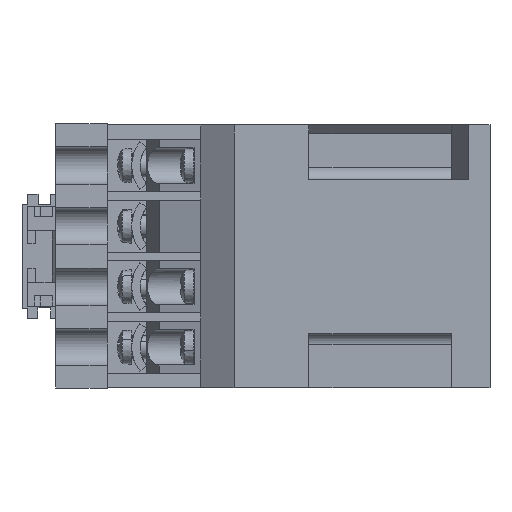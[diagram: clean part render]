
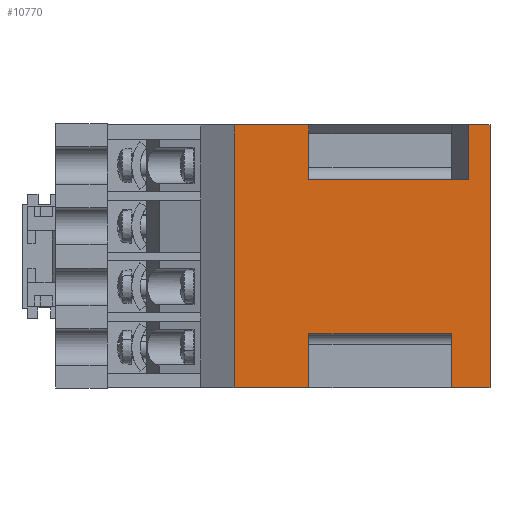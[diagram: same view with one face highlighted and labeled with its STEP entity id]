
A CAD part, left-side view. The second image highlights one B-rep face of the part: STEP entity #10770.
In plain terms, the highlighted planar face has unit normal (-1, 0, 0).
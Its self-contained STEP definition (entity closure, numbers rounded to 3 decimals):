
#1846 = CARTESIAN_POINT ( 'NONE',  ( 0., 0., -46. ) ) ;
#1847 = DIRECTION ( 'NONE',  ( 0., 0., 1. ) ) ;
#1848 = VECTOR ( 'NONE', #1847, 1000. ) ;
#1849 = CARTESIAN_POINT ( 'NONE',  ( 0., 0., -46. ) ) ;
#1850 = LINE ( 'NONE', #1849, #1848 ) ;
#1851 = CARTESIAN_POINT ( 'NONE',  ( 0., 0., 0. ) ) ;
#1893 = CARTESIAN_POINT ( 'NONE',  ( 0., 6.7, -46. ) ) ;
#1894 = CARTESIAN_POINT ( 'NONE',  ( 0., 6.7, -36.5 ) ) ;
#1895 = DIRECTION ( 'NONE',  ( 0., 0., -1. ) ) ;
#1896 = VECTOR ( 'NONE', #1895, 1000. ) ;
#1897 = CARTESIAN_POINT ( 'NONE',  ( 0., 6.7, -46. ) ) ;
#1898 = LINE ( 'NONE', #1897, #1896 ) ;
#1911 = CARTESIAN_POINT ( 'NONE',  ( 0., 44.8, 0. ) ) ;
#1912 = DIRECTION ( 'NONE',  ( 0., -1., 0. ) ) ;
#1913 = VECTOR ( 'NONE', #1912, 1000. ) ;
#1914 = CARTESIAN_POINT ( 'NONE',  ( 0., 44.8, 0. ) ) ;
#1915 = LINE ( 'NONE', #1914, #1913 ) ;
#1916 = CARTESIAN_POINT ( 'NONE',  ( 0., 31.7, 0. ) ) ;
#1917 = DIRECTION ( 'NONE',  ( 0., 0., -1. ) ) ;
#1918 = VECTOR ( 'NONE', #1917, 1000. ) ;
#1919 = CARTESIAN_POINT ( 'NONE',  ( 0., 31.7, 0. ) ) ;
#1920 = LINE ( 'NONE', #1919, #1918 ) ;
#1921 = CARTESIAN_POINT ( 'NONE',  ( 0., 31.7, -9.5 ) ) ;
#1941 = DIRECTION ( 'NONE',  ( 0., 0., 1. ) ) ;
#1942 = DIRECTION ( 'NONE',  ( -1., 0., 0. ) ) ;
#1943 = CARTESIAN_POINT ( 'NONE',  ( 0., 44.8, -46. ) ) ;
#1944 = AXIS2_PLACEMENT_3D ( 'NONE', #1943, #1942, #1941 ) ;
#1945 = PLANE ( 'NONE',  #1944 ) ;
#1946 = FACE_OUTER_BOUND ( 'NONE', #10771, .T. ) ;
#2032 = CARTESIAN_POINT ( 'NONE',  ( 0., 3.7, 0. ) ) ;
#2033 = DIRECTION ( 'NONE',  ( 0., -1., 0. ) ) ;
#2034 = VECTOR ( 'NONE', #2033, 1000. ) ;
#2035 = CARTESIAN_POINT ( 'NONE',  ( 0., 44.8, 0. ) ) ;
#2036 = LINE ( 'NONE', #2035, #2034 ) ;
#2037 = DIRECTION ( 'NONE',  ( 0., -1., 0. ) ) ;
#2038 = VECTOR ( 'NONE', #2037, 1000. ) ;
#2039 = CARTESIAN_POINT ( 'NONE',  ( 0., 44.8, -46. ) ) ;
#2040 = LINE ( 'NONE', #2039, #2038 ) ;
#2041 = DIRECTION ( 'NONE',  ( 0., -1., 0. ) ) ;
#2042 = VECTOR ( 'NONE', #2041, 1000. ) ;
#2043 = CARTESIAN_POINT ( 'NONE',  ( 0., 31.7, -36.5 ) ) ;
#2044 = LINE ( 'NONE', #2043, #2042 ) ;
#2045 = CARTESIAN_POINT ( 'NONE',  ( 0., 31.7, -36.5 ) ) ;
#2046 = DIRECTION ( 'NONE',  ( 0., 0., -1. ) ) ;
#2047 = VECTOR ( 'NONE', #2046, 1000. ) ;
#2048 = CARTESIAN_POINT ( 'NONE',  ( 0., 31.7, -46. ) ) ;
#2049 = LINE ( 'NONE', #2048, #2047 ) ;
#2050 = CARTESIAN_POINT ( 'NONE',  ( 0., 31.7, -46. ) ) ;
#2051 = DIRECTION ( 'NONE',  ( 0., -1., 0. ) ) ;
#2052 = VECTOR ( 'NONE', #2051, 1000. ) ;
#2053 = CARTESIAN_POINT ( 'NONE',  ( 0., 44.8, -46. ) ) ;
#2054 = LINE ( 'NONE', #2053, #2052 ) ;
#2055 = CARTESIAN_POINT ( 'NONE',  ( 0., 44.8, -46. ) ) ;
#2056 = DIRECTION ( 'NONE',  ( 0., 0., 1. ) ) ;
#2057 = VECTOR ( 'NONE', #2056, 1000. ) ;
#2058 = CARTESIAN_POINT ( 'NONE',  ( 0., 44.8, -46. ) ) ;
#2059 = LINE ( 'NONE', #2058, #2057 ) ;
#2084 = DIRECTION ( 'NONE',  ( 0., -1., 0. ) ) ;
#2085 = VECTOR ( 'NONE', #2084, 1000. ) ;
#2086 = CARTESIAN_POINT ( 'NONE',  ( 0., 31.7, -9.5 ) ) ;
#2087 = LINE ( 'NONE', #2086, #2085 ) ;
#2088 = CARTESIAN_POINT ( 'NONE',  ( 0., 3.7, -9.5 ) ) ;
#2089 = DIRECTION ( 'NONE',  ( 0., 0., -1. ) ) ;
#2090 = VECTOR ( 'NONE', #2089, 1000. ) ;
#2091 = CARTESIAN_POINT ( 'NONE',  ( 0., 3.7, -46. ) ) ;
#2092 = LINE ( 'NONE', #2091, #2090 ) ;
#10717 = VERTEX_POINT ( 'NONE', #1851 ) ;
#10719 = EDGE_CURVE ( 'NONE', #10720, #10717, #1850, .T. ) ;
#10720 = VERTEX_POINT ( 'NONE', #1846 ) ;
#10726 = EDGE_CURVE ( 'NONE', #10727, #10728, #1898, .T. ) ;
#10727 = VERTEX_POINT ( 'NONE', #1894 ) ;
#10728 = VERTEX_POINT ( 'NONE', #1893 ) ;
#10750 = VERTEX_POINT ( 'NONE', #1921 ) ;
#10751 = ORIENTED_EDGE ( 'NONE', *, *, #10752, .F. ) ;
#10752 = EDGE_CURVE ( 'NONE', #10753, #10750, #1920, .T. ) ;
#10753 = VERTEX_POINT ( 'NONE', #1916 ) ;
#10754 = ORIENTED_EDGE ( 'NONE', *, *, #10755, .F. ) ;
#10755 = EDGE_CURVE ( 'NONE', #10756, #10753, #1915, .T. ) ;
#10756 = VERTEX_POINT ( 'NONE', #1911 ) ;
#10770 = ADVANCED_FACE ( 'NONE', ( #1946 ), #1945, .T. ) ;
#10771 = EDGE_LOOP ( 'NONE', ( #10772, #10833, #10836, #10751, #10754, #10816, #10819, #10822, #10825, #10827, #10828, #10801 ) ) ;
#10772 = ORIENTED_EDGE ( 'NONE', *, *, #10831, .F. ) ;
#10801 = ORIENTED_EDGE ( 'NONE', *, *, #10719, .T. ) ;
#10816 = ORIENTED_EDGE ( 'NONE', *, *, #10817, .F. ) ;
#10817 = EDGE_CURVE ( 'NONE', #10818, #10756, #2059, .T. ) ;
#10818 = VERTEX_POINT ( 'NONE', #2055 ) ;
#10819 = ORIENTED_EDGE ( 'NONE', *, *, #10820, .T. ) ;
#10820 = EDGE_CURVE ( 'NONE', #10818, #10821, #2054, .T. ) ;
#10821 = VERTEX_POINT ( 'NONE', #2050 ) ;
#10822 = ORIENTED_EDGE ( 'NONE', *, *, #10823, .F. ) ;
#10823 = EDGE_CURVE ( 'NONE', #10824, #10821, #2049, .T. ) ;
#10824 = VERTEX_POINT ( 'NONE', #2045 ) ;
#10825 = ORIENTED_EDGE ( 'NONE', *, *, #10826, .T. ) ;
#10826 = EDGE_CURVE ( 'NONE', #10824, #10727, #2044, .T. ) ;
#10827 = ORIENTED_EDGE ( 'NONE', *, *, #10726, .T. ) ;
#10828 = ORIENTED_EDGE ( 'NONE', *, *, #10829, .T. ) ;
#10829 = EDGE_CURVE ( 'NONE', #10728, #10720, #2040, .T. ) ;
#10831 = EDGE_CURVE ( 'NONE', #10832, #10717, #2036, .T. ) ;
#10832 = VERTEX_POINT ( 'NONE', #2032 ) ;
#10833 = ORIENTED_EDGE ( 'NONE', *, *, #10834, .T. ) ;
#10834 = EDGE_CURVE ( 'NONE', #10832, #10835, #2092, .T. ) ;
#10835 = VERTEX_POINT ( 'NONE', #2088 ) ;
#10836 = ORIENTED_EDGE ( 'NONE', *, *, #10837, .F. ) ;
#10837 = EDGE_CURVE ( 'NONE', #10750, #10835, #2087, .T. ) ;
